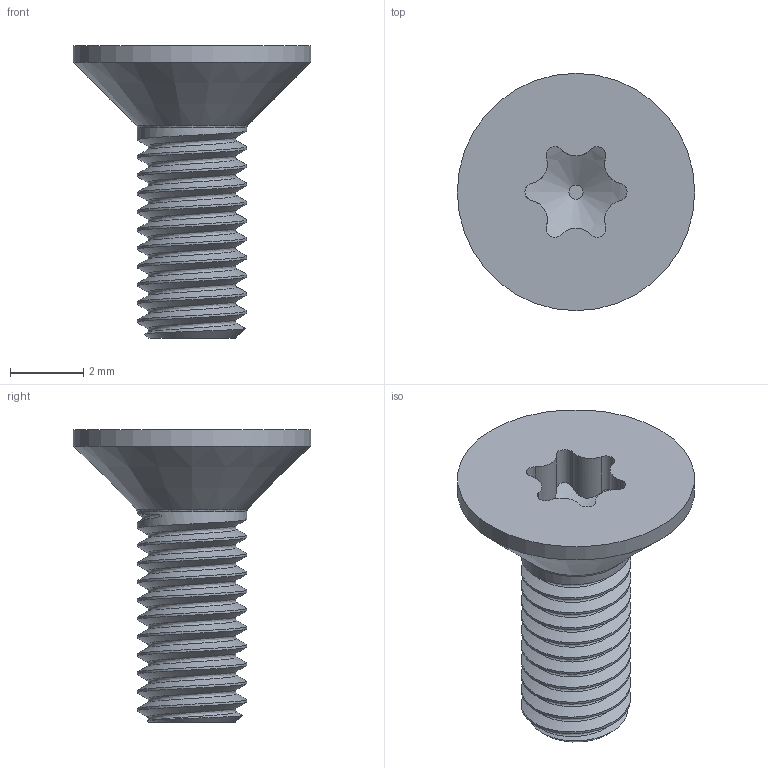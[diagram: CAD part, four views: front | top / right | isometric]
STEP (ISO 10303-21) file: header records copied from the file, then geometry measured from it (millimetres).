
FILE_DESCRIPTION(('FreeCAD Model'),'2;1');
FILE_NAME('Open CASCADE Shape Model','2024-10-20T10:37:31',(''),(''), 'Open CASCADE STEP processor 7.6','FreeCAD','Unknown');
FILE_SCHEMA(('AUTOMOTIVE_DESIGN { 1 0 10303 214 1 1 1 1 }'));
Length unit declared in the file: millimetre
Products named in the file (1): M3x8_ISO14582
Bounding box: 6.5 x 6.5 x 8 mm (x, y, z)
Volume: 74.3 mm3; surface area: 176.6 mm2
Topology: 1 solids, 1 shells, 69 faces, 151 edges, 85 vertices
Faces by surface type: bspline 36, cylinder 24, plane 4, cone 4, revolution 1
Full cylindrical faces by diameter (mm): 3 x10, 6.5 x1
Entity records: 12816 total; most frequent: CARTESIAN_POINT 10266, ORIENTED_EDGE 302, PCURVE 302, DEFINITIONAL_REPRESENTATION 302, DIRECTION 295, B_SPLINE_CURVE_WITH_KNOTS 226, LINE 165, VECTOR 165
